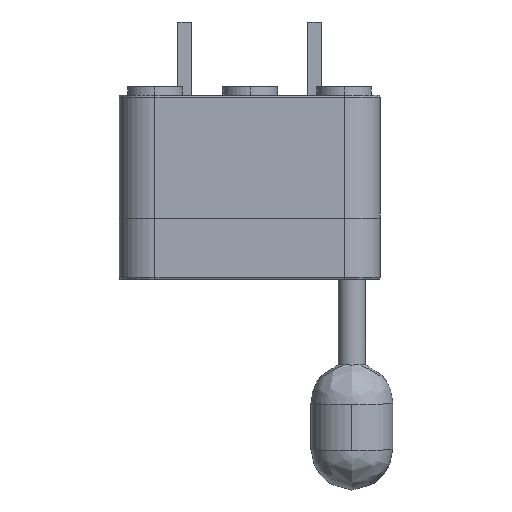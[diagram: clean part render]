
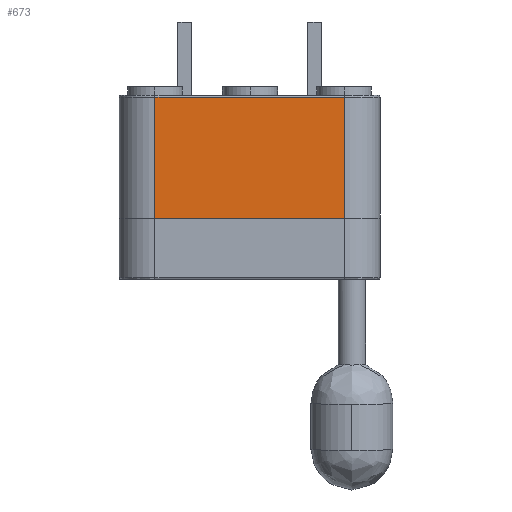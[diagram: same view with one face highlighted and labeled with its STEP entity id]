
A CAD part, left-side view. The second image highlights one B-rep face of the part: STEP entity #673.
In plain terms, the highlighted planar face has unit normal (-1, 0, 0).
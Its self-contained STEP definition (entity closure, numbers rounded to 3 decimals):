
#28 = VECTOR ( 'NONE', #13341, 1000. ) ;
#220 = EDGE_LOOP ( 'NONE', ( #19089, #7450, #10911, #5162 ) ) ;
#656 = LINE ( 'NONE', #12693, #18141 ) ;
#673 = ADVANCED_FACE ( 'NONE', ( #1836 ), #11008, .T. ) ;
#718 = EDGE_CURVE ( 'NONE', #16970, #16709, #9411, .T. ) ;
#1238 = CARTESIAN_POINT ( 'NONE',  ( -17.028, 5.55, 3.6 ) ) ;
#1836 = FACE_OUTER_BOUND ( 'NONE', #220, .T. ) ;
#1864 = VERTEX_POINT ( 'NONE', #15095 ) ;
#1898 = EDGE_CURVE ( 'NONE', #16970, #1864, #10358, .T. ) ;
#4440 = CARTESIAN_POINT ( 'NONE',  ( -17.028, -3.825, 3.6 ) ) ;
#4596 = VERTEX_POINT ( 'NONE', #12171 ) ;
#4684 = DIRECTION ( 'NONE',  ( 0., 0., -1. ) ) ;
#5088 = CARTESIAN_POINT ( 'NONE',  ( -17.028, -7.65, 0. ) ) ;
#5162 = ORIENTED_EDGE ( 'NONE', *, *, #718, .T. ) ;
#5892 = VECTOR ( 'NONE', #16610, 1000. ) ;
#5981 = VECTOR ( 'NONE', #4684, 1000. ) ;
#6174 = CARTESIAN_POINT ( 'NONE',  ( -17.028, 5.55, 0. ) ) ;
#7450 = ORIENTED_EDGE ( 'NONE', *, *, #14574, .T. ) ;
#7623 = EDGE_CURVE ( 'NONE', #16709, #4596, #656, .T. ) ;
#7872 = AXIS2_PLACEMENT_3D ( 'NONE', #5088, #9301, #15240 ) ;
#9301 = DIRECTION ( 'NONE',  ( -1., 0., 0. ) ) ;
#9411 = LINE ( 'NONE', #6174, #5981 ) ;
#10358 = LINE ( 'NONE', #4440, #28 ) ;
#10911 = ORIENTED_EDGE ( 'NONE', *, *, #1898, .F. ) ;
#11008 = PLANE ( 'NONE',  #7872 ) ;
#12171 = CARTESIAN_POINT ( 'NONE',  ( -17.028, -5.55, -3.5 ) ) ;
#12693 = CARTESIAN_POINT ( 'NONE',  ( -17.028, -7.65, -3.5 ) ) ;
#13341 = DIRECTION ( 'NONE',  ( 0., -1., 0. ) ) ;
#13899 = CARTESIAN_POINT ( 'NONE',  ( -17.028, 5.55, -3.5 ) ) ;
#14055 = LINE ( 'NONE', #18482, #5892 ) ;
#14574 = EDGE_CURVE ( 'NONE', #4596, #1864, #14055, .T. ) ;
#15095 = CARTESIAN_POINT ( 'NONE',  ( -17.028, -5.55, 3.6 ) ) ;
#15240 = DIRECTION ( 'NONE',  ( 0., 0., 1. ) ) ;
#16610 = DIRECTION ( 'NONE',  ( 0., 0., 1. ) ) ;
#16709 = VERTEX_POINT ( 'NONE', #13899 ) ;
#16970 = VERTEX_POINT ( 'NONE', #1238 ) ;
#17213 = DIRECTION ( 'NONE',  ( 0., -1., 0. ) ) ;
#18141 = VECTOR ( 'NONE', #17213, 1000. ) ;
#18482 = CARTESIAN_POINT ( 'NONE',  ( -17.028, -5.55, 0. ) ) ;
#19089 = ORIENTED_EDGE ( 'NONE', *, *, #7623, .T. ) ;
